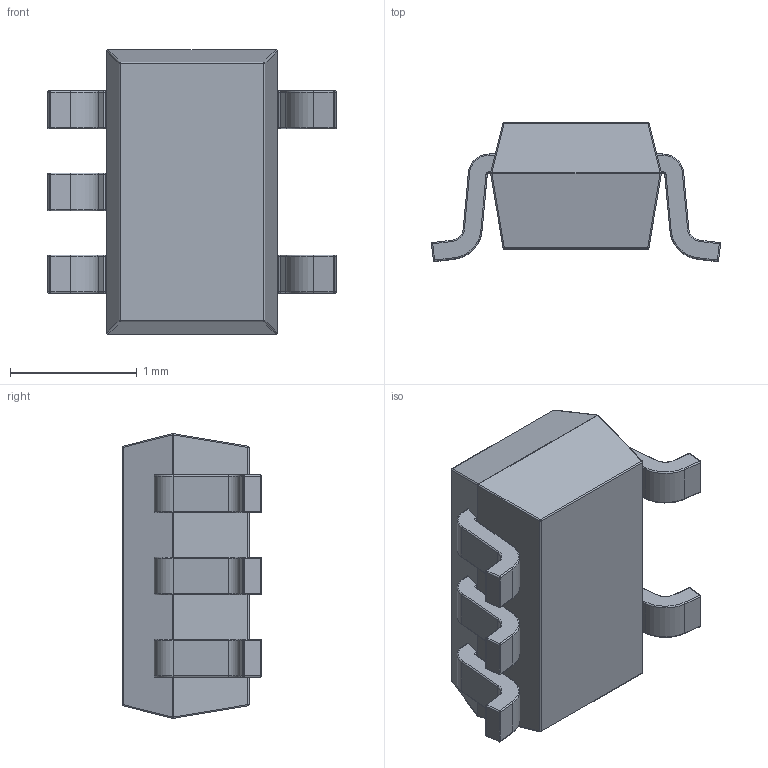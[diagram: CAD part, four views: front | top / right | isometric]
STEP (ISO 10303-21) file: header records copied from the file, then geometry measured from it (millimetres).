
FILE_DESCRIPTION (( 'STEP AP214' ), '1' );
FILE_NAME ('User Library-SOT353-1-1.STEP', '2017-12-07T10:08:31', ( 'Windows User' ), ( '' ), 'SwSTEP 2.0', 'SolidWorks 2017', '' );
FILE_SCHEMA (( 'AUTOMOTIVE_DESIGN' ));
Length unit declared in the file: millimetre
Products named in the file (1): User Library-SOT353-1-1
Bounding box: 2.28 x 1.1 x 2.25 mm (x, y, z)
Volume: 2.9 mm3; surface area: 16.5 mm2
Topology: 6 solids, 6 shells, 260 faces, 590 edges, 324 vertices
Faces by surface type: cylinder 126, plane 60, torus 40, sphere 34
Entity records: 9885 total; most frequent: DIRECTION 1340, CARTESIAN_POINT 1197, ORIENTED_EDGE 1124, EDGE_CURVE 562, AXIS2_PLACEMENT_3D 537, VERTEX_POINT 314, CIRCLE 276, UNCERTAINTY_MEASURE_WITH_UNIT 268
